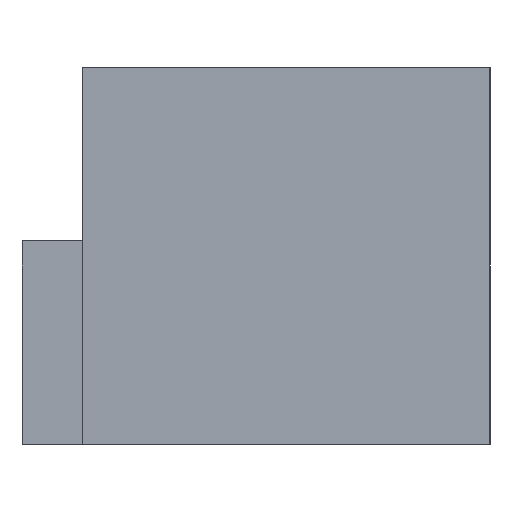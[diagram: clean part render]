
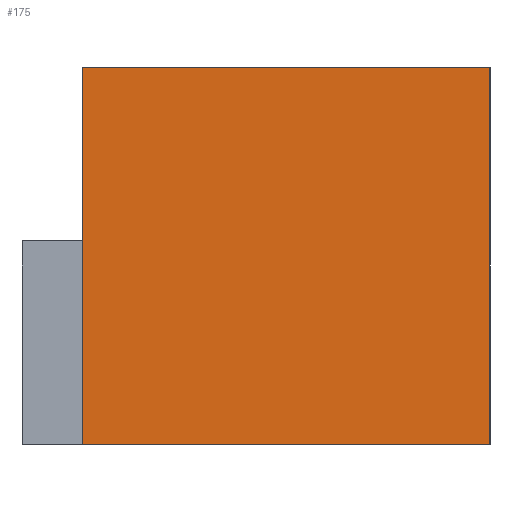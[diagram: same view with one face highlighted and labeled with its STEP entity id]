
A CAD part, left-side view. The second image highlights one B-rep face of the part: STEP entity #175.
In plain terms, the highlighted planar face has unit normal (-1, 0, 0).
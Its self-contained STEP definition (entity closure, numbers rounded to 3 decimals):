
#5 = CARTESIAN_POINT ( 'NONE',  ( 0., -62., 0. ) ) ;
#14 = LINE ( 'NONE', #693, #396 ) ;
#19 = CARTESIAN_POINT ( 'NONE',  ( 0., -62., 0. ) ) ;
#24 = DIRECTION ( 'NONE',  ( -1., 0., 0. ) ) ;
#41 = VERTEX_POINT ( 'NONE', #629 ) ;
#99 = VECTOR ( 'NONE', #882, 1000. ) ;
#171 = FACE_OUTER_BOUND ( 'NONE', #766, .T. ) ;
#175 = ADVANCED_FACE ( 'NONE', ( #171 ), #885, .T. ) ;
#217 = VECTOR ( 'NONE', #285, 1000. ) ;
#224 = DIRECTION ( 'NONE',  ( 0., 1., 0. ) ) ;
#231 = ORIENTED_EDGE ( 'NONE', *, *, #480, .F. ) ;
#262 = EDGE_CURVE ( 'NONE', #912, #765, #518, .T. ) ;
#285 = DIRECTION ( 'NONE',  ( 0., 0., 1. ) ) ;
#319 = EDGE_CURVE ( 'NONE', #41, #765, #373, .T. ) ;
#373 = LINE ( 'NONE', #379, #817 ) ;
#375 = CARTESIAN_POINT ( 'NONE',  ( 0., -62., 0. ) ) ;
#379 = CARTESIAN_POINT ( 'NONE',  ( 0., -8., -50. ) ) ;
#387 = DIRECTION ( 'NONE',  ( 0., 0., 1. ) ) ;
#396 = VECTOR ( 'NONE', #224, 1000. ) ;
#419 = LINE ( 'NONE', #5, #217 ) ;
#423 = AXIS2_PLACEMENT_3D ( 'NONE', #584, #24, #387 ) ;
#473 = VERTEX_POINT ( 'NONE', #845 ) ;
#480 = EDGE_CURVE ( 'NONE', #473, #41, #14, .T. ) ;
#518 = LINE ( 'NONE', #19, #99 ) ;
#520 = EDGE_CURVE ( 'NONE', #473, #912, #419, .T. ) ;
#539 = ORIENTED_EDGE ( 'NONE', *, *, #520, .T. ) ;
#544 = ORIENTED_EDGE ( 'NONE', *, *, #262, .T. ) ;
#584 = CARTESIAN_POINT ( 'NONE',  ( 0., -62., 0. ) ) ;
#629 = CARTESIAN_POINT ( 'NONE',  ( 0., -8., -50. ) ) ;
#654 = DIRECTION ( 'NONE',  ( 0., 0., 1. ) ) ;
#693 = CARTESIAN_POINT ( 'NONE',  ( 0., -62., -50. ) ) ;
#765 = VERTEX_POINT ( 'NONE', #892 ) ;
#766 = EDGE_LOOP ( 'NONE', ( #816, #231, #539, #544 ) ) ;
#816 = ORIENTED_EDGE ( 'NONE', *, *, #319, .F. ) ;
#817 = VECTOR ( 'NONE', #654, 1000. ) ;
#845 = CARTESIAN_POINT ( 'NONE',  ( 0., -62., -50. ) ) ;
#882 = DIRECTION ( 'NONE',  ( 0., 1., 0. ) ) ;
#885 = PLANE ( 'NONE',  #423 ) ;
#892 = CARTESIAN_POINT ( 'NONE',  ( 0., -8., 0. ) ) ;
#912 = VERTEX_POINT ( 'NONE', #375 ) ;
